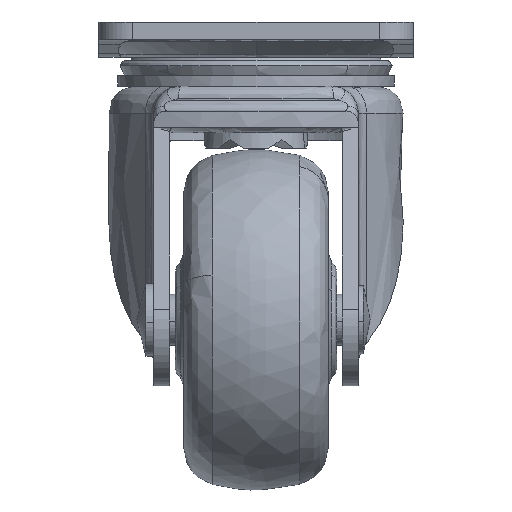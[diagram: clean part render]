
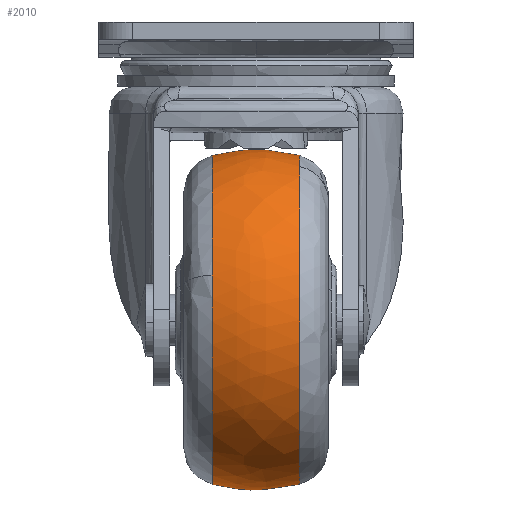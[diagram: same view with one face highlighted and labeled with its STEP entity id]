
A CAD part, left-side view. The second image highlights one B-rep face of the part: STEP entity #2010.
In plain terms, the highlighted free-form (B-spline) face has degree [2, 2] with [6, 6] control points.
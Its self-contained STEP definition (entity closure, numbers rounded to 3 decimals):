
#895=CARTESIAN_POINT('',(-37.589,5.161,-29.726));
#896=VERTEX_POINT('',#895);
#910=CARTESIAN_POINT('',(-19.0,5.161,-15.678));
#911=VERTEX_POINT('',#910);
#912=CARTESIAN_POINT('',(-19.0,5.161,-15.678));
#913=CARTESIAN_POINT('',(-33.603,5.161,-15.678));
#914=CARTESIAN_POINT('',(-37.589,5.161,-29.726));
#922=(BOUNDED_CURVE()B_SPLINE_CURVE(2,(#912,#913,#914),.UNSPECIFIED.,.F.,.U.)B_SPLINE_CURVE_WITH_KNOTS((3,3),(0.5,0.703),.UNSPECIFIED.)CURVE()GEOMETRIC_REPRESENTATION_ITEM()RATIONAL_B_SPLINE_CURVE((1.0,0.762,0.911))REPRESENTATION_ITEM(''));
#923=EDGE_CURVE('',#911,#896,#922,.T.);
#925=CARTESIAN_POINT('',(-0.14,5.161,-39.203));
#926=VERTEX_POINT('',#925);
#927=CARTESIAN_POINT('',(-0.14,5.161,-39.203));
#928=CARTESIAN_POINT('',(0.323,5.161,-37.127));
#929=CARTESIAN_POINT('',(0.323,5.161,-35.));
#930=CARTESIAN_POINT('',(0.323,5.161,-15.678));
#931=CARTESIAN_POINT('',(-19.0,5.161,-15.678));
#939=(BOUNDED_CURVE()B_SPLINE_CURVE(2,(#927,#928,#929,#930,#931),.UNSPECIFIED.,.F.,.U.)B_SPLINE_CURVE_WITH_KNOTS((3,2,3),(0.213,0.25,0.5),.UNSPECIFIED.)CURVE()GEOMETRIC_REPRESENTATION_ITEM()RATIONAL_B_SPLINE_CURVE((0.926,0.956,1.0,0.707,1.0))REPRESENTATION_ITEM(''));
#940=EDGE_CURVE('',#926,#911,#939,.T.);
#1003=CARTESIAN_POINT('',(-19.0,5.161,-54.323));
#1004=VERTEX_POINT('',#1003);
#1005=CARTESIAN_POINT('',(-19.0,5.161,-54.323));
#1006=CARTESIAN_POINT('',(-3.509,5.161,-54.323));
#1007=CARTESIAN_POINT('',(-0.14,5.161,-39.203));
#1015=(BOUNDED_CURVE()B_SPLINE_CURVE(2,(#1005,#1006,#1007),.UNSPECIFIED.,.F.,.U.)B_SPLINE_CURVE_WITH_KNOTS((3,3),(0.0,0.213),.UNSPECIFIED.)CURVE()GEOMETRIC_REPRESENTATION_ITEM()RATIONAL_B_SPLINE_CURVE((1.0,0.751,0.926))REPRESENTATION_ITEM(''));
#1016=EDGE_CURVE('',#1004,#926,#1015,.T.);
#1018=CARTESIAN_POINT('',(-37.589,5.161,-29.726));
#1019=CARTESIAN_POINT('',(-38.323,5.161,-32.312));
#1020=CARTESIAN_POINT('',(-38.323,5.161,-35.));
#1021=CARTESIAN_POINT('',(-38.323,5.161,-54.323));
#1022=CARTESIAN_POINT('',(-19.0,5.161,-54.323));
#1030=(BOUNDED_CURVE()B_SPLINE_CURVE(2,(#1018,#1019,#1020,#1021,#1022),.UNSPECIFIED.,.F.,.U.)B_SPLINE_CURVE_WITH_KNOTS((3,2,3),(0.703,0.75,1.0),.UNSPECIFIED.)CURVE()GEOMETRIC_REPRESENTATION_ITEM()RATIONAL_B_SPLINE_CURVE((0.911,0.946,1.0,0.707,1.0))REPRESENTATION_ITEM(''));
#1031=EDGE_CURVE('',#896,#1004,#1030,.T.);
#1081=CARTESIAN_POINT('',(-25.934,-5.161,-16.965));
#1082=VERTEX_POINT('',#1081);
#1083=CARTESIAN_POINT('',(-19.0,-5.161,-54.323));
#1084=VERTEX_POINT('',#1083);
#1085=CARTESIAN_POINT('',(-25.934,-5.161,-16.965));
#1086=CARTESIAN_POINT('',(-38.323,-5.161,-21.728));
#1087=CARTESIAN_POINT('',(-38.323,-5.161,-35.));
#1088=CARTESIAN_POINT('',(-38.323,-5.161,-54.323));
#1089=CARTESIAN_POINT('',(-19.0,-5.161,-54.323));
#1097=(BOUNDED_CURVE()B_SPLINE_CURVE(2,(#1085,#1086,#1087,#1088,#1089),.UNSPECIFIED.,.F.,.U.)B_SPLINE_CURVE_WITH_KNOTS((3,2,3),(0.561,0.75,1.0),.UNSPECIFIED.)CURVE()GEOMETRIC_REPRESENTATION_ITEM()RATIONAL_B_SPLINE_CURVE((0.892,0.779,1.0,0.707,1.0))REPRESENTATION_ITEM(''));
#1098=EDGE_CURVE('',#1082,#1084,#1097,.T.);
#1100=CARTESIAN_POINT('',(-0.284,-5.161,-30.195));
#1101=VERTEX_POINT('',#1100);
#1102=CARTESIAN_POINT('',(-19.0,-5.161,-54.323));
#1103=CARTESIAN_POINT('',(0.323,-5.161,-54.323));
#1104=CARTESIAN_POINT('',(0.323,-5.161,-35.));
#1105=CARTESIAN_POINT('',(0.323,-5.161,-32.559));
#1106=CARTESIAN_POINT('',(-0.284,-5.161,-30.195));
#1114=(BOUNDED_CURVE()B_SPLINE_CURVE(2,(#1102,#1103,#1104,#1105,#1106),.UNSPECIFIED.,.F.,.U.)B_SPLINE_CURVE_WITH_KNOTS((3,2,3),(0.0,0.25,0.292),.UNSPECIFIED.)CURVE()GEOMETRIC_REPRESENTATION_ITEM()RATIONAL_B_SPLINE_CURVE((1.0,0.707,1.0,0.95,0.917))REPRESENTATION_ITEM(''));
#1115=EDGE_CURVE('',#1084,#1101,#1114,.T.);
#1211=CARTESIAN_POINT('',(-19.0,-5.161,-15.678));
#1212=VERTEX_POINT('',#1211);
#1213=CARTESIAN_POINT('',(-19.0,-5.161,-15.678));
#1214=CARTESIAN_POINT('',(-22.587,-5.161,-15.678));
#1215=CARTESIAN_POINT('',(-25.934,-5.161,-16.965));
#1223=(BOUNDED_CURVE()B_SPLINE_CURVE(2,(#1213,#1214,#1215),.UNSPECIFIED.,.F.,.U.)B_SPLINE_CURVE_WITH_KNOTS((3,3),(0.5,0.561),.UNSPECIFIED.)CURVE()GEOMETRIC_REPRESENTATION_ITEM()RATIONAL_B_SPLINE_CURVE((1.0,0.929,0.892))REPRESENTATION_ITEM(''));
#1224=EDGE_CURVE('',#1212,#1082,#1223,.T.);
#1256=CARTESIAN_POINT('',(-0.284,-5.161,-30.195));
#1257=CARTESIAN_POINT('',(-4.012,-5.161,-15.678));
#1258=CARTESIAN_POINT('',(-19.0,-5.161,-15.678));
#1266=(BOUNDED_CURVE()B_SPLINE_CURVE(2,(#1256,#1257,#1258),.UNSPECIFIED.,.F.,.U.)B_SPLINE_CURVE_WITH_KNOTS((3,3),(0.292,0.5),.UNSPECIFIED.)CURVE()GEOMETRIC_REPRESENTATION_ITEM()RATIONAL_B_SPLINE_CURVE((0.917,0.757,1.0))REPRESENTATION_ITEM(''));
#1267=EDGE_CURVE('',#1101,#1212,#1266,.T.);
#1954=CARTESIAN_POINT('',(-30.609,11.42,-46.612));
#1955=CARTESIAN_POINT('',(-29.834,9.323,-49.448));
#1956=CARTESIAN_POINT('',(-23.779,5.869,-54.12));
#1957=CARTESIAN_POINT('',(-14.22,5.868,-54.12));
#1958=CARTESIAN_POINT('',(-8.164,9.321,-49.448));
#1959=CARTESIAN_POINT('',(-7.389,11.417,-46.612));
#1960=CARTESIAN_POINT('',(-33.446,9.324,-45.837));
#1961=CARTESIAN_POINT('',(-33.338,5.871,-49.34));
#1962=CARTESIAN_POINT('',(-26.064,-0.884,-56.193));
#1963=CARTESIAN_POINT('',(-11.936,-0.886,-56.193));
#1964=CARTESIAN_POINT('',(-4.66,5.868,-49.34));
#1965=CARTESIAN_POINT('',(-4.552,9.321,-45.837));
#1966=CARTESIAN_POINT('',(-38.118,5.873,-39.781));
#1967=CARTESIAN_POINT('',(-40.193,-0.88,-42.064));
#1968=CARTESIAN_POINT('',(-32.534,-20.,-48.529));
#1969=CARTESIAN_POINT('',(-5.47,-20.003,-48.529));
#1970=CARTESIAN_POINT('',(2.192,-0.885,-42.064));
#1971=CARTESIAN_POINT('',(0.119,5.868,-39.781));
#1972=CARTESIAN_POINT('',(-38.118,5.874,-30.221));
#1973=CARTESIAN_POINT('',(-40.193,-0.878,-27.936));
#1974=CARTESIAN_POINT('',(-32.534,-19.997,-21.466));
#1975=CARTESIAN_POINT('',(-5.47,-20.,-21.466));
#1976=CARTESIAN_POINT('',(2.192,-0.883,-27.936));
#1977=CARTESIAN_POINT('',(0.119,5.87,-30.221));
#1978=CARTESIAN_POINT('',(-33.446,9.327,-24.166));
#1979=CARTESIAN_POINT('',(-33.338,5.875,-20.662));
#1980=CARTESIAN_POINT('',(-26.064,-0.878,-13.807));
#1981=CARTESIAN_POINT('',(-11.936,-0.88,-13.807));
#1982=CARTESIAN_POINT('',(-4.66,5.872,-20.662));
#1983=CARTESIAN_POINT('',(-4.552,9.324,-24.166));
#1984=CARTESIAN_POINT('',(-30.609,11.423,-23.392));
#1985=CARTESIAN_POINT('',(-29.834,9.327,-20.555));
#1986=CARTESIAN_POINT('',(-23.779,5.874,-15.882));
#1987=CARTESIAN_POINT('',(-14.22,5.873,-15.882));
#1988=CARTESIAN_POINT('',(-8.164,9.325,-20.555));
#1989=CARTESIAN_POINT('',(-7.389,11.421,-23.392));
#1997=(BOUNDED_SURFACE()B_SPLINE_SURFACE(2,2,((#1954,#1960,#1966,#1972,#1978,#1984),(#1955,#1961,#1967,#1973,#1979,#1985),(#1956,#1962,#1968,#1974,#1980,#1986),(#1957,#1963,#1969,#1975,#1981,#1987),(#1958,#1964,#1970,#1976,#1982,#1988),(#1959,#1965,#1971,#1977,#1983,#1989)),.UNSPECIFIED.,.F.,.F.,.U.)B_SPLINE_SURFACE_WITH_KNOTS((3,1,1,1,3),(3,1,1,1,3),(0.0,22.023,44.046,66.069,88.091),(0.0,22.023,44.046,66.069,88.091),.UNSPECIFIED.)GEOMETRIC_REPRESENTATION_ITEM()RATIONAL_B_SPLINE_SURFACE(((4.662,3.747,2.831,2.831,3.747,4.662),(3.747,2.831,1.916,1.916,2.831,3.747),(2.831,1.916,1.0,1.0,1.916,2.831),(2.831,1.916,1.0,1.0,1.916,2.831),(3.747,2.831,1.916,1.916,2.831,3.747),(4.662,3.747,2.831,2.831,3.747,4.662)))REPRESENTATION_ITEM('')SURFACE());
#1998=ORIENTED_EDGE('',*,*,#1016,.T.);
#1999=ORIENTED_EDGE('',*,*,#940,.T.);
#2000=ORIENTED_EDGE('',*,*,#923,.T.);
#2001=ORIENTED_EDGE('',*,*,#1031,.T.);
#2002=EDGE_LOOP('',(#1998,#1999,#2000,#2001));
#2003=FACE_OUTER_BOUND('',#2002,.T.);
#2004=ORIENTED_EDGE('',*,*,#1115,.F.);
#2005=ORIENTED_EDGE('',*,*,#1098,.F.);
#2006=ORIENTED_EDGE('',*,*,#1224,.F.);
#2007=ORIENTED_EDGE('',*,*,#1267,.F.);
#2008=EDGE_LOOP('',(#2004,#2005,#2006,#2007));
#2009=FACE_BOUND('',#2008,.T.);
#2010=ADVANCED_FACE('',(#2003,#2009),#1997,.T.);
